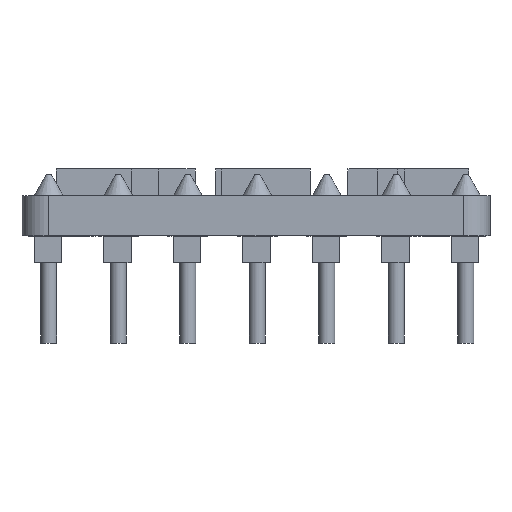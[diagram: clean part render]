
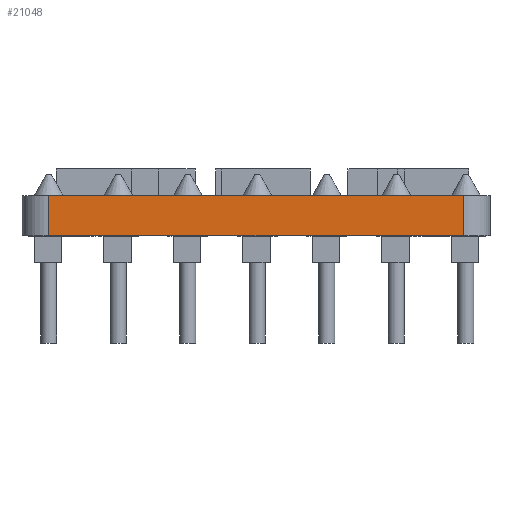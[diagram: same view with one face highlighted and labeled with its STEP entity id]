
A CAD part, front view. The second image highlights one B-rep face of the part: STEP entity #21048.
In plain terms, the highlighted planar face has unit normal (0, -1, 0).
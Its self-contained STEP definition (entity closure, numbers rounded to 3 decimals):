
#750 = DIRECTION ( 'NONE',  ( 0., 1., 0. ) ) ;
#2853 = ORIENTED_EDGE ( 'NONE', *, *, #39541, .F. ) ;
#3208 = VERTEX_POINT ( 'NONE', #31905 ) ;
#4985 = CARTESIAN_POINT ( 'NONE',  ( 1., 0., 1.5 ) ) ;
#5642 = VECTOR ( 'NONE', #10635, 1000. ) ;
#10374 = LINE ( 'NONE', #22211, #34775 ) ;
#10635 = DIRECTION ( 'NONE',  ( 0., 0., -1. ) ) ;
#11724 = ORIENTED_EDGE ( 'NONE', *, *, #33291, .T. ) ;
#11837 = LINE ( 'NONE', #4985, #23609 ) ;
#16795 = VERTEX_POINT ( 'NONE', #27505 ) ;
#19517 = CARTESIAN_POINT ( 'NONE',  ( 1., 0., 0. ) ) ;
#19931 = LINE ( 'NONE', #19517, #34154 ) ;
#20989 = AXIS2_PLACEMENT_3D ( 'NONE', #31902, #750, #22756 ) ;
#21048 = ADVANCED_FACE ( 'NONE', ( #25864 ), #25462, .F. ) ;
#22211 = CARTESIAN_POINT ( 'NONE',  ( 1., 0., 1.5 ) ) ;
#22756 = DIRECTION ( 'NONE',  ( 0., 0., 1. ) ) ;
#23609 = VECTOR ( 'NONE', #31127, 1000. ) ;
#23693 = LINE ( 'NONE', #26595, #5642 ) ;
#25046 = CARTESIAN_POINT ( 'NONE',  ( 16.5, 0., 1.5 ) ) ;
#25238 = CARTESIAN_POINT ( 'NONE',  ( 1., 0., 1.5 ) ) ;
#25462 = PLANE ( 'NONE',  #20989 ) ;
#25864 = FACE_OUTER_BOUND ( 'NONE', #35926, .T. ) ;
#26595 = CARTESIAN_POINT ( 'NONE',  ( 16.5, 0., 1.5 ) ) ;
#27505 = CARTESIAN_POINT ( 'NONE',  ( 16.5, 0., 0. ) ) ;
#29876 = DIRECTION ( 'NONE',  ( 1., 0., 0. ) ) ;
#30972 = EDGE_CURVE ( 'NONE', #37662, #3208, #10374, .T. ) ;
#31127 = DIRECTION ( 'NONE',  ( 1., 0., 0. ) ) ;
#31902 = CARTESIAN_POINT ( 'NONE',  ( 1., 0., 1.5 ) ) ;
#31905 = CARTESIAN_POINT ( 'NONE',  ( 1., 0., 0. ) ) ;
#33015 = EDGE_CURVE ( 'NONE', #38685, #16795, #23693, .T. ) ;
#33291 = EDGE_CURVE ( 'NONE', #3208, #16795, #19931, .T. ) ;
#34154 = VECTOR ( 'NONE', #29876, 1000. ) ;
#34775 = VECTOR ( 'NONE', #38397, 1000. ) ;
#34993 = ORIENTED_EDGE ( 'NONE', *, *, #30972, .T. ) ;
#35926 = EDGE_LOOP ( 'NONE', ( #11724, #37665, #2853, #34993 ) ) ;
#37662 = VERTEX_POINT ( 'NONE', #25238 ) ;
#37665 = ORIENTED_EDGE ( 'NONE', *, *, #33015, .F. ) ;
#38397 = DIRECTION ( 'NONE',  ( 0., 0., -1. ) ) ;
#38685 = VERTEX_POINT ( 'NONE', #25046 ) ;
#39541 = EDGE_CURVE ( 'NONE', #37662, #38685, #11837, .T. ) ;
